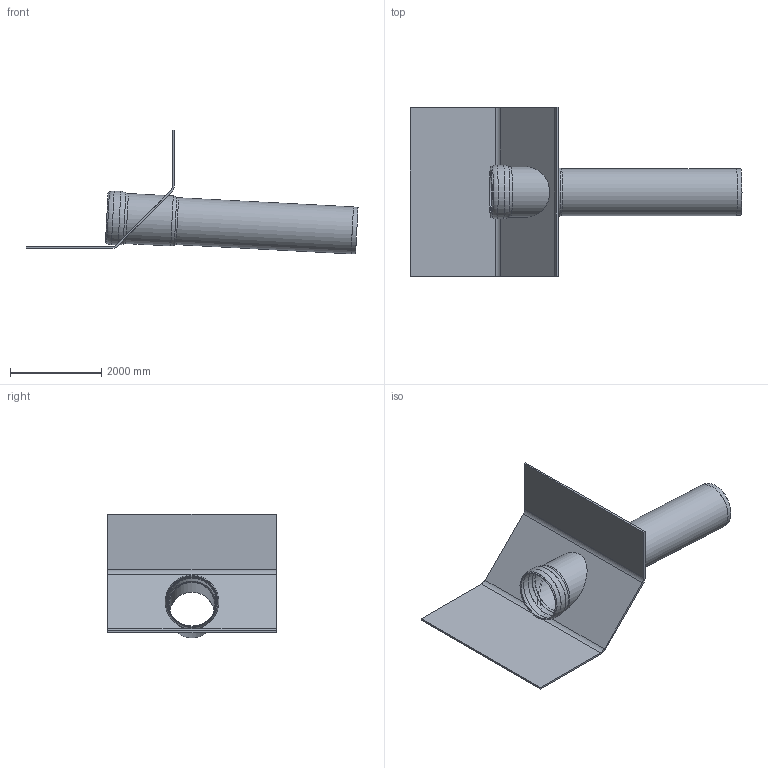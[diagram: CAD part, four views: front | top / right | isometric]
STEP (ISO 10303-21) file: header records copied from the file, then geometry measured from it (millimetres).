
FILE_DESCRIPTION(/* description */ (''),/* implementation_level */ '2;1');
FILE_NAME(/* name */ '13515.100X_3D.stp',/* time_stamp */ '2024-12-11T14:47:44+01:00',/* author */ ('CAD'),/* organization */ (''),/* preprocessor_version */ 'ST-DEVELOPER v20',/* originating_system */ 'AutoCAD Mechanical',/* authorisation */ '');
FILE_SCHEMA (('AUTOMOTIVE_DESIGN { 1 0 10303 214 3 1 1 }'));
Length unit declared in the file: centimetre
Products named in the file (2): Product; *S1
Assembly tree (1 placements, depth 2):
  Product
    *S1
Bounding box: 7277.37 x 3700 x 2711.3 mm (x, y, z)
Volume: 962634343.9 mm3; surface area: 71569942.9 mm2
Topology: 2 solids, 2 shells, 41 faces, 110 edges, 70 vertices
Faces by surface type: torus 13, cylinder 12, plane 10, cone 6
Full cylindrical faces by diameter (mm): 1000 x1, 1030 x1, 1068 x1, 1098 x1, 1148 x1, 1178 x1
Entity records: 1476 total; most frequent: CARTESIAN_POINT 361, DIRECTION 251, ORIENTED_EDGE 220, EDGE_CURVE 110, AXIS2_PLACEMENT_3D 105, VERTEX_POINT 70, CIRCLE 57, EDGE_LOOP 42
